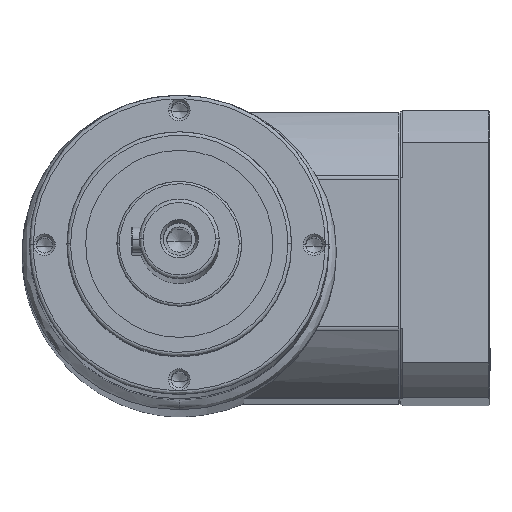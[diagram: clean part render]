
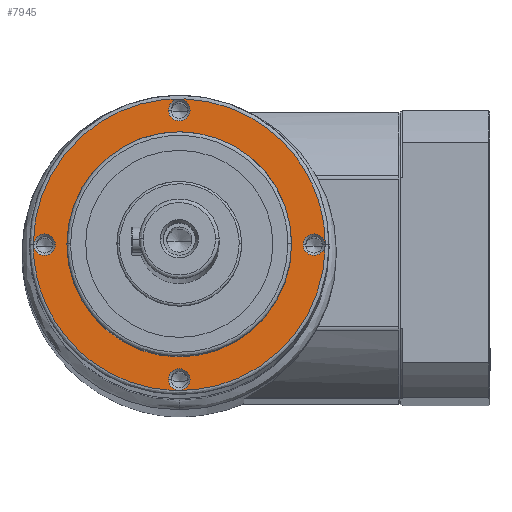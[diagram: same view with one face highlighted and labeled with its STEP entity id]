
A CAD part, left-side view. The second image highlights one B-rep face of the part: STEP entity #7945.
In plain terms, the highlighted face is planar.
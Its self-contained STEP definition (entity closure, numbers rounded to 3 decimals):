
#35 = ORIENTED_EDGE ( 'NONE', *, *, #26927, .F. ) ;
#69 =( BOUNDED_CURVE ( )  B_SPLINE_CURVE ( 3, ( #24205, #26345, #22162, #8679 ),
 .UNSPECIFIED., .F., .F. ) 
 B_SPLINE_CURVE_WITH_KNOTS ( ( 4, 4 ),
 ( 0., 0.5 ),
 .UNSPECIFIED. ) 
 CURVE ( )  GEOMETRIC_REPRESENTATION_ITEM ( )  RATIONAL_B_SPLINE_CURVE ( ( 1., 0.333, 0.333, 1. ) ) 
 REPRESENTATION_ITEM ( '' )  );
#322 =( BOUNDED_CURVE ( )  B_SPLINE_CURVE ( 3, ( #10729, #13001, #15253, #1752 ),
 .UNSPECIFIED., .F., .T. ) 
 B_SPLINE_CURVE_WITH_KNOTS ( ( 4, 4 ),
 ( 0.5, 1. ),
 .UNSPECIFIED. ) 
 CURVE ( )  GEOMETRIC_REPRESENTATION_ITEM ( )  RATIONAL_B_SPLINE_CURVE ( ( 1., 0.333, 0.333, 1. ) ) 
 REPRESENTATION_ITEM ( '' )  );
#572 = ORIENTED_EDGE ( 'NONE', *, *, #21389, .F. ) ;
#1049 = EDGE_LOOP ( 'NONE', ( #12279, #23341 ) ) ;
#1313 = CARTESIAN_POINT ( 'NONE',  ( -58.324, 0., 64. ) ) ;
#1327 = EDGE_LOOP ( 'NONE', ( #28988, #1894 ) ) ;
#1364 = CARTESIAN_POINT ( 'NONE',  ( 0., -54., 64. ) ) ;
#1752 = CARTESIAN_POINT ( 'NONE',  ( 58.5, 0., 64. ) ) ;
#1894 = ORIENTED_EDGE ( 'NONE', *, *, #25809, .T. ) ;
#2220 = EDGE_LOOP ( 'NONE', ( #35, #572 ) ) ;
#2323 = EDGE_LOOP ( 'NONE', ( #9289, #28510 ) ) ;
#2357 = AXIS2_PLACEMENT_3D ( 'NONE', #18411, #4993, #20807 ) ;
#2361 = EDGE_LOOP ( 'NONE', ( #14591, #19445 ) ) ;
#3027 = AXIS2_PLACEMENT_3D ( 'NONE', #12926, #28471, #15179 ) ;
#3118 = CARTESIAN_POINT ( 'NONE',  ( 0., 54., 64. ) ) ;
#3502 = CIRCLE ( 'NONE', #9167, 45. ) ;
#3608 = DIRECTION ( 'NONE',  ( 1., 0., 0. ) ) ;
#4422 = CIRCLE ( 'NONE', #3027, 4.324 ) ;
#4511 = CIRCLE ( 'NONE', #16836, 4.324 ) ;
#4993 = DIRECTION ( 'NONE',  ( 0., 0., -1. ) ) ;
#5240 = FACE_BOUND ( 'NONE', #2323, .T. ) ;
#5328 = DIRECTION ( 'NONE',  ( 1., 0., 0. ) ) ;
#5871 = DIRECTION ( 'NONE',  ( 0., 0., -1. ) ) ;
#5909 = FACE_OUTER_BOUND ( 'NONE', #2220, .T. ) ;
#6423 = CARTESIAN_POINT ( 'NONE',  ( 49.676, 0., 64. ) ) ;
#6832 = DIRECTION ( 'NONE',  ( 1., 0., 0. ) ) ;
#6866 = DIRECTION ( 'NONE',  ( 0., 0., 1. ) ) ;
#6976 = CARTESIAN_POINT ( 'NONE',  ( 54., 0., 64. ) ) ;
#7068 = CARTESIAN_POINT ( 'NONE',  ( 0., 0., 64. ) ) ;
#7778 = VERTEX_POINT ( 'NONE', #17849 ) ;
#7945 = ADVANCED_FACE ( 'NONE', ( #23185, #17813, #5909, #29101, #11988, #5240 ), #8710, .T. ) ;
#8134 = EDGE_CURVE ( 'NONE', #22276, #25656, #3502, .T. ) ;
#8679 = CARTESIAN_POINT ( 'NONE',  ( -58.5, 0., 64. ) ) ;
#8710 = PLANE ( 'NONE',  #9581 ) ;
#9167 = AXIS2_PLACEMENT_3D ( 'NONE', #25228, #25398, #25947 ) ;
#9289 = ORIENTED_EDGE ( 'NONE', *, *, #26931, .T. ) ;
#9337 = DIRECTION ( 'NONE',  ( 1., 0., 0. ) ) ;
#9581 = AXIS2_PLACEMENT_3D ( 'NONE', #7068, #6866, #6832 ) ;
#10334 = VERTEX_POINT ( 'NONE', #28916 ) ;
#10496 = DIRECTION ( 'NONE',  ( 0., 0., -1. ) ) ;
#10554 = VERTEX_POINT ( 'NONE', #18735 ) ;
#10729 = CARTESIAN_POINT ( 'NONE',  ( -58.5, 0., 64. ) ) ;
#10810 = CARTESIAN_POINT ( 'NONE',  ( 0., -54., 64. ) ) ;
#10937 = VERTEX_POINT ( 'NONE', #16951 ) ;
#11216 = VERTEX_POINT ( 'NONE', #20272 ) ;
#11535 = ORIENTED_EDGE ( 'NONE', *, *, #26409, .T. ) ;
#11988 = FACE_BOUND ( 'NONE', #2361, .T. ) ;
#12279 = ORIENTED_EDGE ( 'NONE', *, *, #26116, .T. ) ;
#12463 = CARTESIAN_POINT ( 'NONE',  ( 54., 0., 64. ) ) ;
#12926 = CARTESIAN_POINT ( 'NONE',  ( -54., 0., 64. ) ) ;
#13001 = CARTESIAN_POINT ( 'NONE',  ( -58.5, 117., 64. ) ) ;
#13095 = DIRECTION ( 'NONE',  ( 1., 0., 0. ) ) ;
#13172 = AXIS2_PLACEMENT_3D ( 'NONE', #10810, #26399, #13095 ) ;
#14221 = CARTESIAN_POINT ( 'NONE',  ( -58.5, 0., 64. ) ) ;
#14591 = ORIENTED_EDGE ( 'NONE', *, *, #23930, .T. ) ;
#14771 = DIRECTION ( 'NONE',  ( 1., 0., 0. ) ) ;
#15179 = DIRECTION ( 'NONE',  ( 1., 0., 0. ) ) ;
#15253 = CARTESIAN_POINT ( 'NONE',  ( 58.5, 117., 64. ) ) ;
#16720 = AXIS2_PLACEMENT_3D ( 'NONE', #23823, #10496, #26062 ) ;
#16836 = AXIS2_PLACEMENT_3D ( 'NONE', #12463, #28051, #14771 ) ;
#16942 = DIRECTION ( 'NONE',  ( 0., 0., -1. ) ) ;
#16951 = CARTESIAN_POINT ( 'NONE',  ( 4.324, -54., 64. ) ) ;
#17793 = CARTESIAN_POINT ( 'NONE',  ( -49.676, 0., 64. ) ) ;
#17813 = FACE_BOUND ( 'NONE', #1049, .T. ) ;
#17849 = CARTESIAN_POINT ( 'NONE',  ( 4.324, 54., 64. ) ) ;
#18411 = CARTESIAN_POINT ( 'NONE',  ( 0., 54., 64. ) ) ;
#18735 = CARTESIAN_POINT ( 'NONE',  ( -4.324, 54., 64. ) ) ;
#18768 = DIRECTION ( 'NONE',  ( 0., 0., -1. ) ) ;
#19151 = AXIS2_PLACEMENT_3D ( 'NONE', #6976, #22759, #9337 ) ;
#19377 = CARTESIAN_POINT ( 'NONE',  ( 0., 0., 64. ) ) ;
#19445 = ORIENTED_EDGE ( 'NONE', *, *, #25736, .T. ) ;
#20027 = VERTEX_POINT ( 'NONE', #24380 ) ;
#20272 = CARTESIAN_POINT ( 'NONE',  ( 58.5, 0., 64. ) ) ;
#20807 = DIRECTION ( 'NONE',  ( 1., 0., 0. ) ) ;
#21376 = AXIS2_PLACEMENT_3D ( 'NONE', #19377, #5871, #21719 ) ;
#21389 = EDGE_CURVE ( 'NONE', #11216, #27199, #69, .T. ) ;
#21719 = DIRECTION ( 'NONE',  ( -1., 0., 0. ) ) ;
#22162 = CARTESIAN_POINT ( 'NONE',  ( -58.5, -117., 64. ) ) ;
#22276 = VERTEX_POINT ( 'NONE', #27183 ) ;
#22759 = DIRECTION ( 'NONE',  ( 0., 0., -1. ) ) ;
#22968 = CARTESIAN_POINT ( 'NONE',  ( 45., 0., 64. ) ) ;
#23095 = EDGE_LOOP ( 'NONE', ( #26661, #11535 ) ) ;
#23178 = VERTEX_POINT ( 'NONE', #17793 ) ;
#23185 = FACE_BOUND ( 'NONE', #23095, .T. ) ;
#23278 = CIRCLE ( 'NONE', #13172, 4.324 ) ;
#23341 = ORIENTED_EDGE ( 'NONE', *, *, #26331, .T. ) ;
#23622 = EDGE_CURVE ( 'NONE', #23178, #27303, #4422, .T. ) ;
#23812 = CIRCLE ( 'NONE', #19151, 4.324 ) ;
#23823 = CARTESIAN_POINT ( 'NONE',  ( -54., 0., 64. ) ) ;
#23837 = CIRCLE ( 'NONE', #21376, 45. ) ;
#23862 = CIRCLE ( 'NONE', #24970, 4.324 ) ;
#23930 = EDGE_CURVE ( 'NONE', #7778, #10554, #26810, .T. ) ;
#24205 = CARTESIAN_POINT ( 'NONE',  ( 58.5, 0., 64. ) ) ;
#24380 = CARTESIAN_POINT ( 'NONE',  ( 58.324, 0., 64. ) ) ;
#24970 = AXIS2_PLACEMENT_3D ( 'NONE', #1364, #16942, #3608 ) ;
#25228 = CARTESIAN_POINT ( 'NONE',  ( 0., 0., 64. ) ) ;
#25398 = DIRECTION ( 'NONE',  ( 0., 0., -1. ) ) ;
#25559 = EDGE_CURVE ( 'NONE', #10334, #10937, #23862, .T. ) ;
#25656 = VERTEX_POINT ( 'NONE', #22968 ) ;
#25736 = EDGE_CURVE ( 'NONE', #10554, #7778, #26648, .T. ) ;
#25809 = EDGE_CURVE ( 'NONE', #25656, #22276, #23837, .T. ) ;
#25947 = DIRECTION ( 'NONE',  ( -1., 0., 0. ) ) ;
#26062 = DIRECTION ( 'NONE',  ( 1., 0., 0. ) ) ;
#26116 = EDGE_CURVE ( 'NONE', #20027, #28698, #23812, .T. ) ;
#26331 = EDGE_CURVE ( 'NONE', #28698, #20027, #4511, .T. ) ;
#26342 = AXIS2_PLACEMENT_3D ( 'NONE', #3118, #18768, #5328 ) ;
#26345 = CARTESIAN_POINT ( 'NONE',  ( 58.5, -117., 64. ) ) ;
#26399 = DIRECTION ( 'NONE',  ( 0., 0., -1. ) ) ;
#26409 = EDGE_CURVE ( 'NONE', #27303, #23178, #26928, .T. ) ;
#26648 = CIRCLE ( 'NONE', #26342, 4.324 ) ;
#26661 = ORIENTED_EDGE ( 'NONE', *, *, #23622, .T. ) ;
#26810 = CIRCLE ( 'NONE', #2357, 4.324 ) ;
#26927 = EDGE_CURVE ( 'NONE', #27199, #11216, #322, .T. ) ;
#26928 = CIRCLE ( 'NONE', #16720, 4.324 ) ;
#26931 = EDGE_CURVE ( 'NONE', #10937, #10334, #23278, .T. ) ;
#27183 = CARTESIAN_POINT ( 'NONE',  ( -45., 0., 64. ) ) ;
#27199 = VERTEX_POINT ( 'NONE', #14221 ) ;
#27303 = VERTEX_POINT ( 'NONE', #1313 ) ;
#28051 = DIRECTION ( 'NONE',  ( 0., 0., -1. ) ) ;
#28471 = DIRECTION ( 'NONE',  ( 0., 0., -1. ) ) ;
#28510 = ORIENTED_EDGE ( 'NONE', *, *, #25559, .T. ) ;
#28698 = VERTEX_POINT ( 'NONE', #6423 ) ;
#28916 = CARTESIAN_POINT ( 'NONE',  ( -4.324, -54., 64. ) ) ;
#28988 = ORIENTED_EDGE ( 'NONE', *, *, #8134, .T. ) ;
#29101 = FACE_BOUND ( 'NONE', #1327, .T. ) ;
